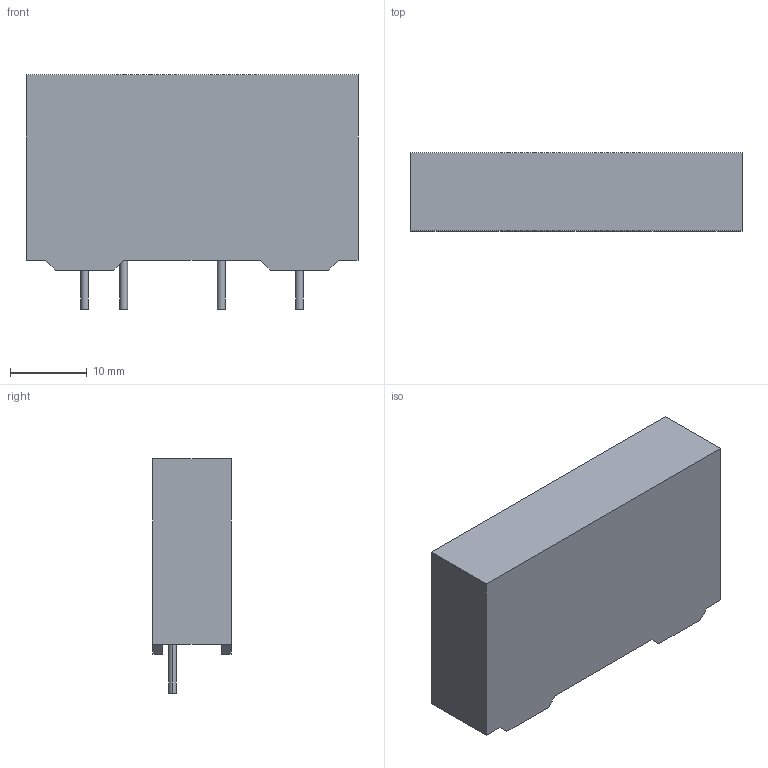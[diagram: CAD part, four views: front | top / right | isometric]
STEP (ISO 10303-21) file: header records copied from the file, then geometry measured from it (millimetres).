
FILE_DESCRIPTION(('starvars output'),'2;1');
FILE_NAME('cv20190909164317000025100.stp','16:43:17 2019/09/09',( 'Thomas Industrial Network Germany GmbH'),( 'Thomas Industrial Network Germany GmbH'),'unknown preprocess','ACIS' ,'unknown authorization');
FILE_SCHEMA(('AUTOMOTIVE_DESIGN_CC2 {UNKNOWN IMPLEMENTATION LEVEL}'));
Length unit declared in the file: millimetre
Products named in the file (1): PRODUCT_ID_1
Bounding box: 43.18 x 10.16 x 30.48 mm (x, y, z)
Volume: 10664 mm3; surface area: 3628.3 mm2
Topology: 1 solids, 1 shells, 34 faces, 84 edges, 56 vertices
Faces by surface type: plane 26, cylinder 8
Entity records: 1219 total; most frequent: ORIENTED_EDGE 168, CARTESIAN_POINT 144, DIRECTION 118, EDGE_CURVE 84, VECTOR 58, LINE 58, VERTEX_POINT 56, EDGE_LOOP 38
